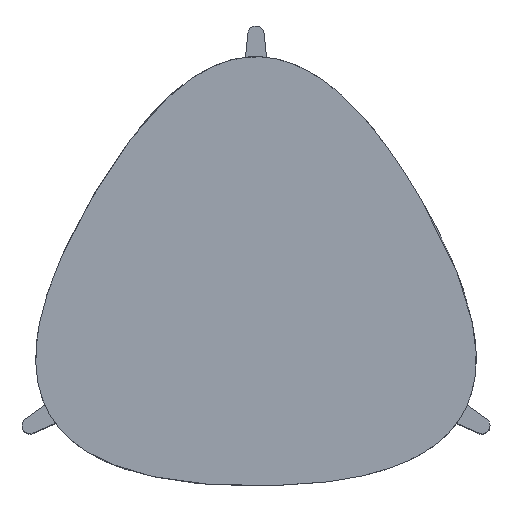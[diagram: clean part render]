
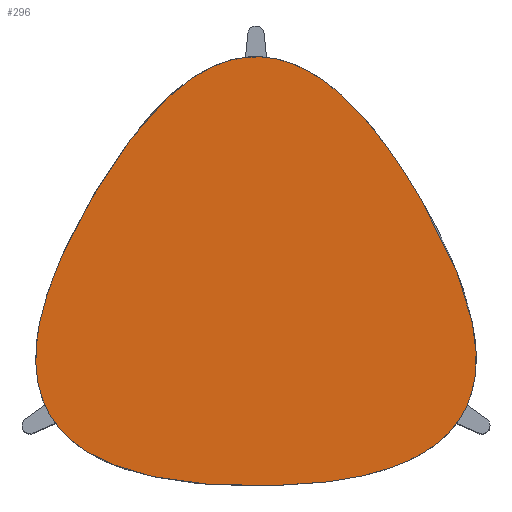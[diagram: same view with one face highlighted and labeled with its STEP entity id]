
A CAD part, top view. The second image highlights one B-rep face of the part: STEP entity #296.
In plain terms, the highlighted planar face has unit normal (0, 0, 1).
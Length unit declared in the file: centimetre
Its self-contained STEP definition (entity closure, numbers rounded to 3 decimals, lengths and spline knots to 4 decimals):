
#296=ADVANCED_FACE('',(#351),#1197,.T.);
#351=FACE_OUTER_BOUND('',#406,.T.);
#406=EDGE_LOOP('',(#593));
#593=ORIENTED_EDGE('',*,*,#782,.F.);
#782=EDGE_CURVE('',#1132,#1132,#925,.T.);
#925=B_SPLINE_CURVE_WITH_KNOTS('',3,(#2368,#2369,#2370,#2371,#2372,#2373,
#2374,#2375,#2376),.UNSPECIFIED.,.T.,.F.,(4,2,3,4),(-3.,-2.,-1.,0.),
 .UNSPECIFIED.);
#1132=VERTEX_POINT('',#2359);
#1197=PLANE('',#1303);
#1303=AXIS2_PLACEMENT_3D('',#1945,#1362,$);
#1362=DIRECTION('',(0.,0.,1.));
#1945=CARTESIAN_POINT('',(55.1849,-15.815,40.65));
#2359=CARTESIAN_POINT('',(41.6419,25.968,40.65));
#2368=CARTESIAN_POINT('',(41.6419,25.968,40.65));
#2369=CARTESIAN_POINT('',(55.1849,2.5111,40.65));
#2370=CARTESIAN_POINT('',(48.4134,-9.2177,40.65));
#2371=CARTESIAN_POINT('',(-5.7583,-9.2177,40.65));
#2372=CARTESIAN_POINT('',(-12.5298,2.5111,40.65));
#2373=CARTESIAN_POINT('',(1.0131,25.968,40.65));
#2374=CARTESIAN_POINT('',(14.5561,49.4252,40.65));
#2375=CARTESIAN_POINT('',(28.099,49.4252,40.65));
#2376=CARTESIAN_POINT('',(41.6419,25.968,40.65));
